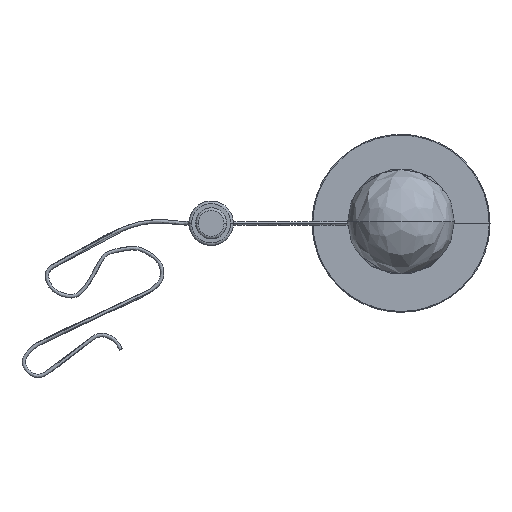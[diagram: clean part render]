
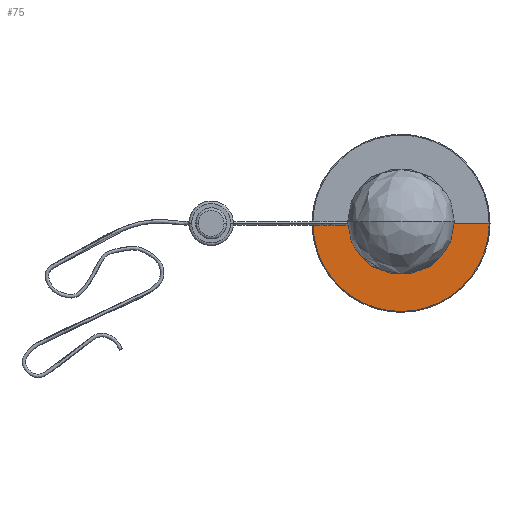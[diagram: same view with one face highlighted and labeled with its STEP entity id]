
A CAD part, top view. The second image highlights one B-rep face of the part: STEP entity #75.
In plain terms, the highlighted free-form (B-spline) face has degree [2, 1] with [5, 2] control points.
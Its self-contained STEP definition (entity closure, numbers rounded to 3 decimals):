
#75=ADVANCED_FACE('',(#141),#821,.T.);
#141=FACE_OUTER_BOUND('',#207,.T.);
#207=EDGE_LOOP('',(#369,#370,#371,#372,#373));
#369=ORIENTED_EDGE('',*,*,#546,.T.);
#370=ORIENTED_EDGE('',*,*,#521,.T.);
#371=ORIENTED_EDGE('',*,*,#533,.F.);
#372=ORIENTED_EDGE('',*,*,#538,.T.);
#373=ORIENTED_EDGE('',*,*,#552,.F.);
#521=EDGE_CURVE('',#733,#740,#868,.T.);
#533=EDGE_CURVE('',#739,#740,#657,.T.);
#538=EDGE_CURVE('',#739,#732,#875,.T.);
#546=EDGE_CURVE('',#746,#733,#664,.T.);
#552=EDGE_CURVE('',#746,#732,#883,.T.);
#657=(
BOUNDED_CURVE()
B_SPLINE_CURVE(2,(#4247,#4248,#4249,#4250,#4251),.UNSPECIFIED.,.F.,.F.)
B_SPLINE_CURVE_WITH_KNOTS((3,2,3),(-31.416,-15.708,
0.),.UNSPECIFIED.)
CURVE()
GEOMETRIC_REPRESENTATION_ITEM()
RATIONAL_B_SPLINE_CURVE((1.,0.707,1.,0.707,1.))
REPRESENTATION_ITEM('')
);
#664=(
BOUNDED_CURVE()
B_SPLINE_CURVE(2,(#4294,#4295,#4296,#4297,#4298),.UNSPECIFIED.,.F.,.F.)
B_SPLINE_CURVE_WITH_KNOTS((3,2,3),(314.159,471.239,628.319),
 .UNSPECIFIED.)
CURVE()
GEOMETRIC_REPRESENTATION_ITEM()
RATIONAL_B_SPLINE_CURVE((1.,0.707,1.,0.707,1.))
REPRESENTATION_ITEM('')
);
#732=VERTEX_POINT('',#4186);
#733=VERTEX_POINT('',#4187);
#739=VERTEX_POINT('',#4193);
#740=VERTEX_POINT('',#4194);
#746=VERTEX_POINT('',#4200);
#821=(
BOUNDED_SURFACE()
B_SPLINE_SURFACE(2,1,((#4165,#4166),(#4167,#4168),(#4169,#4170),(#4171,
#4172),(#4173,#4174)),.UNSPECIFIED.,.F.,.F.,.F.)
B_SPLINE_SURFACE_WITH_KNOTS((3,2,3),(2,2),(314.159,471.239,
628.319),(129.778,228.778),.UNSPECIFIED.)
GEOMETRIC_REPRESENTATION_ITEM()
RATIONAL_B_SPLINE_SURFACE(((1.,1.),(0.707,0.707),
(1.,1.),(0.707,0.707),(1.,1.)))
REPRESENTATION_ITEM('')
SURFACE()
);
#868=B_SPLINE_CURVE_WITH_KNOTS('',1,(#4205,#4206),.UNSPECIFIED.,.F.,.F.,
(2,2),(129.778,206.278),.UNSPECIFIED.);
#875=B_SPLINE_CURVE_WITH_KNOTS('',1,(#4269,#4270),.UNSPECIFIED.,.F.,.F.,
(2,2),(211.278,228.778),.UNSPECIFIED.);
#883=B_SPLINE_CURVE_WITH_KNOTS('',1,(#4315,#4316),.UNSPECIFIED.,.F.,.F.,
(2,2),(129.778,228.778),.UNSPECIFIED.);
#4165=CARTESIAN_POINT('',(-2.666,117.,20.));
#4166=CARTESIAN_POINT('',(96.334,117.,20.));
#4167=CARTESIAN_POINT('',(-2.666,18.,20.));
#4168=CARTESIAN_POINT('',(96.334,117.,20.));
#4169=CARTESIAN_POINT('',(96.334,18.,20.));
#4170=CARTESIAN_POINT('',(96.334,117.,20.));
#4171=CARTESIAN_POINT('',(195.334,18.,20.));
#4172=CARTESIAN_POINT('',(96.334,117.,20.));
#4173=CARTESIAN_POINT('',(195.334,117.,20.));
#4174=CARTESIAN_POINT('',(96.334,117.,20.));
#4186=CARTESIAN_POINT('',(96.334,117.,20.));
#4187=CARTESIAN_POINT('',(195.334,117.,20.));
#4193=CARTESIAN_POINT('',(113.834,117.,20.));
#4194=CARTESIAN_POINT('',(118.834,117.,20.));
#4200=CARTESIAN_POINT('',(-2.666,117.,20.));
#4205=CARTESIAN_POINT('',(195.334,117.,20.));
#4206=CARTESIAN_POINT('',(118.834,117.,20.));
#4247=CARTESIAN_POINT('',(113.834,117.,20.));
#4248=CARTESIAN_POINT('',(113.834,114.5,20.));
#4249=CARTESIAN_POINT('',(116.334,114.5,20.));
#4250=CARTESIAN_POINT('',(118.834,114.5,20.));
#4251=CARTESIAN_POINT('',(118.834,117.,20.));
#4269=CARTESIAN_POINT('',(113.834,117.,20.));
#4270=CARTESIAN_POINT('',(96.334,117.,20.));
#4294=CARTESIAN_POINT('',(-2.666,117.,20.));
#4295=CARTESIAN_POINT('',(-2.666,18.,20.));
#4296=CARTESIAN_POINT('',(96.334,18.,20.));
#4297=CARTESIAN_POINT('',(195.334,18.,20.));
#4298=CARTESIAN_POINT('',(195.334,117.,20.));
#4315=CARTESIAN_POINT('',(-2.666,117.,20.));
#4316=CARTESIAN_POINT('',(96.334,117.,20.));
